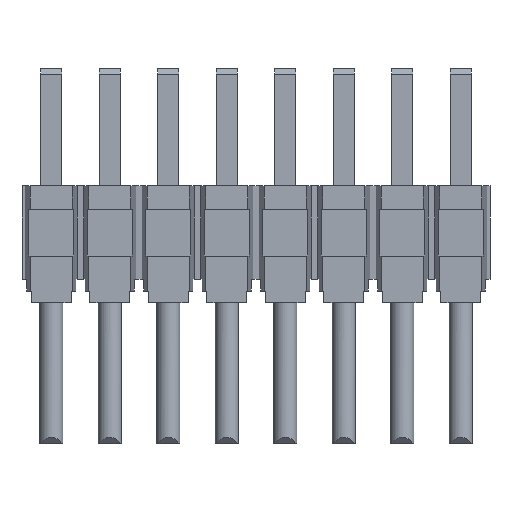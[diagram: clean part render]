
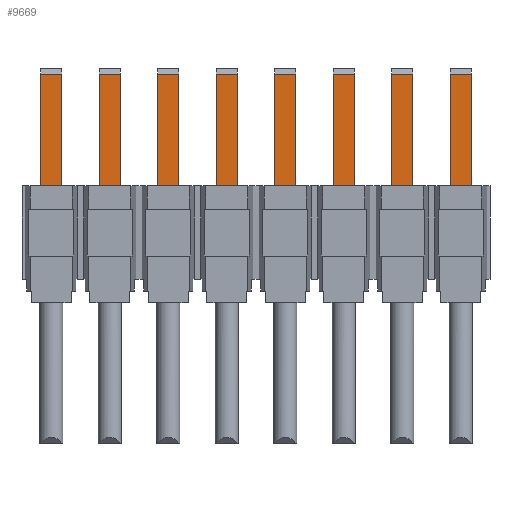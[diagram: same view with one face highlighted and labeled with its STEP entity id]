
A CAD part, front view. The second image highlights one B-rep face of the part: STEP entity #9669.
In plain terms, the highlighted planar face has unit normal (0, -1, 0).
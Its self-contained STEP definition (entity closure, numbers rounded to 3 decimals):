
#9426 = VERTEX_POINT('',#9427);
#9427 = CARTESIAN_POINT('',(-4.216,-0.229,4.966));
#9435 = VERTEX_POINT('',#9436);
#9436 = CARTESIAN_POINT('',(-4.674,-0.229,4.966));
#9442 = EDGE_CURVE('',#9426,#9435,#9443,.T.);
#9443 = LINE('',#9444,#9445);
#9444 = CARTESIAN_POINT('',(4.674,-0.229,4.966));
#9445 = VECTOR('',#9446,1.);
#9446 = DIRECTION('',(-1.,-0.,0.));
#9457 = VERTEX_POINT('',#9458);
#9458 = CARTESIAN_POINT('',(-3.404,-0.229,4.966));
#9464 = EDGE_CURVE('',#9465,#9457,#9467,.T.);
#9465 = VERTEX_POINT('',#9466);
#9466 = CARTESIAN_POINT('',(-2.946,-0.229,4.966));
#9467 = LINE('',#9468,#9469);
#9468 = CARTESIAN_POINT('',(4.674,-0.229,4.966));
#9469 = VECTOR('',#9470,1.);
#9470 = DIRECTION('',(-1.,-0.,0.));
#9488 = VERTEX_POINT('',#9489);
#9489 = CARTESIAN_POINT('',(-2.134,-0.229,4.966));
#9495 = EDGE_CURVE('',#9496,#9488,#9498,.T.);
#9496 = VERTEX_POINT('',#9497);
#9497 = CARTESIAN_POINT('',(-1.676,-0.229,4.966));
#9498 = LINE('',#9499,#9500);
#9499 = CARTESIAN_POINT('',(4.674,-0.229,4.966));
#9500 = VECTOR('',#9501,1.);
#9501 = DIRECTION('',(-1.,-0.,0.));
#9519 = VERTEX_POINT('',#9520);
#9520 = CARTESIAN_POINT('',(-0.864,-0.229,4.966));
#9526 = EDGE_CURVE('',#9527,#9519,#9529,.T.);
#9527 = VERTEX_POINT('',#9528);
#9528 = CARTESIAN_POINT('',(-0.406,-0.229,4.966));
#9529 = LINE('',#9530,#9531);
#9530 = CARTESIAN_POINT('',(4.674,-0.229,4.966));
#9531 = VECTOR('',#9532,1.);
#9532 = DIRECTION('',(-1.,-0.,0.));
#9550 = VERTEX_POINT('',#9551);
#9551 = CARTESIAN_POINT('',(0.406,-0.229,4.966));
#9557 = EDGE_CURVE('',#9558,#9550,#9560,.T.);
#9558 = VERTEX_POINT('',#9559);
#9559 = CARTESIAN_POINT('',(0.864,-0.229,4.966));
#9560 = LINE('',#9561,#9562);
#9561 = CARTESIAN_POINT('',(4.674,-0.229,4.966));
#9562 = VECTOR('',#9563,1.);
#9563 = DIRECTION('',(-1.,-0.,0.));
#9581 = VERTEX_POINT('',#9582);
#9582 = CARTESIAN_POINT('',(1.676,-0.229,4.966));
#9588 = EDGE_CURVE('',#9589,#9581,#9591,.T.);
#9589 = VERTEX_POINT('',#9590);
#9590 = CARTESIAN_POINT('',(2.134,-0.229,4.966));
#9591 = LINE('',#9592,#9593);
#9592 = CARTESIAN_POINT('',(4.674,-0.229,4.966));
#9593 = VECTOR('',#9594,1.);
#9594 = DIRECTION('',(-1.,-0.,0.));
#9612 = VERTEX_POINT('',#9613);
#9613 = CARTESIAN_POINT('',(2.946,-0.229,4.966));
#9619 = EDGE_CURVE('',#9620,#9612,#9622,.T.);
#9620 = VERTEX_POINT('',#9621);
#9621 = CARTESIAN_POINT('',(3.404,-0.229,4.966));
#9622 = LINE('',#9623,#9624);
#9623 = CARTESIAN_POINT('',(4.674,-0.229,4.966));
#9624 = VECTOR('',#9625,1.);
#9625 = DIRECTION('',(-1.,-0.,0.));
#9643 = VERTEX_POINT('',#9644);
#9644 = CARTESIAN_POINT('',(4.216,-0.229,4.966));
#9650 = EDGE_CURVE('',#9651,#9643,#9653,.T.);
#9651 = VERTEX_POINT('',#9652);
#9652 = CARTESIAN_POINT('',(4.674,-0.229,4.966));
#9653 = LINE('',#9654,#9655);
#9654 = CARTESIAN_POINT('',(4.674,-0.229,4.966));
#9655 = VECTOR('',#9656,1.);
#9656 = DIRECTION('',(-1.,-0.,0.));
#9669 = ADVANCED_FACE('',(#9670),#9856,.F.);
#9670 = FACE_BOUND('',#9671,.T.);
#9671 = EDGE_LOOP('',(#9672,#9680,#9681,#9689,#9697,#9703,#9704,#9712,
    #9720,#9726,#9727,#9735,#9743,#9749,#9750,#9758,#9766,#9772,#9773,
    #9781,#9789,#9795,#9796,#9804,#9812,#9818,#9819,#9827,#9835,#9841,
    #9842,#9850));
#9672 = ORIENTED_EDGE('',*,*,#9673,.F.);
#9673 = EDGE_CURVE('',#9426,#9674,#9676,.T.);
#9674 = VERTEX_POINT('',#9675);
#9675 = CARTESIAN_POINT('',(-4.216,-0.229,1.905));
#9676 = LINE('',#9677,#9678);
#9677 = CARTESIAN_POINT('',(-4.216,-0.229,4.966));
#9678 = VECTOR('',#9679,1.);
#9679 = DIRECTION('',(0.,0.,-1.));
#9680 = ORIENTED_EDGE('',*,*,#9442,.T.);
#9681 = ORIENTED_EDGE('',*,*,#9682,.T.);
#9682 = EDGE_CURVE('',#9435,#9683,#9685,.T.);
#9683 = VERTEX_POINT('',#9684);
#9684 = CARTESIAN_POINT('',(-4.674,-0.229,1.778));
#9685 = LINE('',#9686,#9687);
#9686 = CARTESIAN_POINT('',(-4.674,-0.229,4.966));
#9687 = VECTOR('',#9688,1.);
#9688 = DIRECTION('',(0.,0.,-1.));
#9689 = ORIENTED_EDGE('',*,*,#9690,.F.);
#9690 = EDGE_CURVE('',#9691,#9683,#9693,.T.);
#9691 = VERTEX_POINT('',#9692);
#9692 = CARTESIAN_POINT('',(4.674,-0.229,1.778));
#9693 = LINE('',#9694,#9695);
#9694 = CARTESIAN_POINT('',(4.674,-0.229,1.778));
#9695 = VECTOR('',#9696,1.);
#9696 = DIRECTION('',(-1.,-0.,0.));
#9697 = ORIENTED_EDGE('',*,*,#9698,.F.);
#9698 = EDGE_CURVE('',#9651,#9691,#9699,.T.);
#9699 = LINE('',#9700,#9701);
#9700 = CARTESIAN_POINT('',(4.674,-0.229,4.966));
#9701 = VECTOR('',#9702,1.);
#9702 = DIRECTION('',(0.,0.,-1.));
#9703 = ORIENTED_EDGE('',*,*,#9650,.T.);
#9704 = ORIENTED_EDGE('',*,*,#9705,.F.);
#9705 = EDGE_CURVE('',#9706,#9643,#9708,.T.);
#9706 = VERTEX_POINT('',#9707);
#9707 = CARTESIAN_POINT('',(4.216,-0.229,1.905));
#9708 = LINE('',#9709,#9710);
#9709 = CARTESIAN_POINT('',(4.216,-0.229,4.966));
#9710 = VECTOR('',#9711,1.);
#9711 = DIRECTION('',(0.,0.,1.));
#9712 = ORIENTED_EDGE('',*,*,#9713,.F.);
#9713 = EDGE_CURVE('',#9714,#9706,#9716,.T.);
#9714 = VERTEX_POINT('',#9715);
#9715 = CARTESIAN_POINT('',(3.404,-0.229,1.905));
#9716 = LINE('',#9717,#9718);
#9717 = CARTESIAN_POINT('',(4.674,-0.229,1.905));
#9718 = VECTOR('',#9719,1.);
#9719 = DIRECTION('',(1.,0.,0.));
#9720 = ORIENTED_EDGE('',*,*,#9721,.F.);
#9721 = EDGE_CURVE('',#9620,#9714,#9722,.T.);
#9722 = LINE('',#9723,#9724);
#9723 = CARTESIAN_POINT('',(3.404,-0.229,4.966));
#9724 = VECTOR('',#9725,1.);
#9725 = DIRECTION('',(0.,0.,-1.));
#9726 = ORIENTED_EDGE('',*,*,#9619,.T.);
#9727 = ORIENTED_EDGE('',*,*,#9728,.F.);
#9728 = EDGE_CURVE('',#9729,#9612,#9731,.T.);
#9729 = VERTEX_POINT('',#9730);
#9730 = CARTESIAN_POINT('',(2.946,-0.229,1.905));
#9731 = LINE('',#9732,#9733);
#9732 = CARTESIAN_POINT('',(2.946,-0.229,4.966));
#9733 = VECTOR('',#9734,1.);
#9734 = DIRECTION('',(0.,0.,1.));
#9735 = ORIENTED_EDGE('',*,*,#9736,.F.);
#9736 = EDGE_CURVE('',#9737,#9729,#9739,.T.);
#9737 = VERTEX_POINT('',#9738);
#9738 = CARTESIAN_POINT('',(2.134,-0.229,1.905));
#9739 = LINE('',#9740,#9741);
#9740 = CARTESIAN_POINT('',(4.674,-0.229,1.905));
#9741 = VECTOR('',#9742,1.);
#9742 = DIRECTION('',(1.,0.,0.));
#9743 = ORIENTED_EDGE('',*,*,#9744,.F.);
#9744 = EDGE_CURVE('',#9589,#9737,#9745,.T.);
#9745 = LINE('',#9746,#9747);
#9746 = CARTESIAN_POINT('',(2.134,-0.229,4.966));
#9747 = VECTOR('',#9748,1.);
#9748 = DIRECTION('',(0.,0.,-1.));
#9749 = ORIENTED_EDGE('',*,*,#9588,.T.);
#9750 = ORIENTED_EDGE('',*,*,#9751,.F.);
#9751 = EDGE_CURVE('',#9752,#9581,#9754,.T.);
#9752 = VERTEX_POINT('',#9753);
#9753 = CARTESIAN_POINT('',(1.676,-0.229,1.905));
#9754 = LINE('',#9755,#9756);
#9755 = CARTESIAN_POINT('',(1.676,-0.229,4.966));
#9756 = VECTOR('',#9757,1.);
#9757 = DIRECTION('',(0.,0.,1.));
#9758 = ORIENTED_EDGE('',*,*,#9759,.F.);
#9759 = EDGE_CURVE('',#9760,#9752,#9762,.T.);
#9760 = VERTEX_POINT('',#9761);
#9761 = CARTESIAN_POINT('',(0.864,-0.229,1.905));
#9762 = LINE('',#9763,#9764);
#9763 = CARTESIAN_POINT('',(4.674,-0.229,1.905));
#9764 = VECTOR('',#9765,1.);
#9765 = DIRECTION('',(1.,0.,0.));
#9766 = ORIENTED_EDGE('',*,*,#9767,.F.);
#9767 = EDGE_CURVE('',#9558,#9760,#9768,.T.);
#9768 = LINE('',#9769,#9770);
#9769 = CARTESIAN_POINT('',(0.864,-0.229,4.966));
#9770 = VECTOR('',#9771,1.);
#9771 = DIRECTION('',(0.,0.,-1.));
#9772 = ORIENTED_EDGE('',*,*,#9557,.T.);
#9773 = ORIENTED_EDGE('',*,*,#9774,.F.);
#9774 = EDGE_CURVE('',#9775,#9550,#9777,.T.);
#9775 = VERTEX_POINT('',#9776);
#9776 = CARTESIAN_POINT('',(0.406,-0.229,1.905));
#9777 = LINE('',#9778,#9779);
#9778 = CARTESIAN_POINT('',(0.406,-0.229,4.966));
#9779 = VECTOR('',#9780,1.);
#9780 = DIRECTION('',(0.,0.,1.));
#9781 = ORIENTED_EDGE('',*,*,#9782,.F.);
#9782 = EDGE_CURVE('',#9783,#9775,#9785,.T.);
#9783 = VERTEX_POINT('',#9784);
#9784 = CARTESIAN_POINT('',(-0.406,-0.229,1.905));
#9785 = LINE('',#9786,#9787);
#9786 = CARTESIAN_POINT('',(4.674,-0.229,1.905));
#9787 = VECTOR('',#9788,1.);
#9788 = DIRECTION('',(1.,0.,0.));
#9789 = ORIENTED_EDGE('',*,*,#9790,.F.);
#9790 = EDGE_CURVE('',#9527,#9783,#9791,.T.);
#9791 = LINE('',#9792,#9793);
#9792 = CARTESIAN_POINT('',(-0.406,-0.229,4.966));
#9793 = VECTOR('',#9794,1.);
#9794 = DIRECTION('',(0.,0.,-1.));
#9795 = ORIENTED_EDGE('',*,*,#9526,.T.);
#9796 = ORIENTED_EDGE('',*,*,#9797,.F.);
#9797 = EDGE_CURVE('',#9798,#9519,#9800,.T.);
#9798 = VERTEX_POINT('',#9799);
#9799 = CARTESIAN_POINT('',(-0.864,-0.229,1.905));
#9800 = LINE('',#9801,#9802);
#9801 = CARTESIAN_POINT('',(-0.864,-0.229,4.966));
#9802 = VECTOR('',#9803,1.);
#9803 = DIRECTION('',(0.,0.,1.));
#9804 = ORIENTED_EDGE('',*,*,#9805,.F.);
#9805 = EDGE_CURVE('',#9806,#9798,#9808,.T.);
#9806 = VERTEX_POINT('',#9807);
#9807 = CARTESIAN_POINT('',(-1.676,-0.229,1.905));
#9808 = LINE('',#9809,#9810);
#9809 = CARTESIAN_POINT('',(4.674,-0.229,1.905));
#9810 = VECTOR('',#9811,1.);
#9811 = DIRECTION('',(1.,0.,0.));
#9812 = ORIENTED_EDGE('',*,*,#9813,.F.);
#9813 = EDGE_CURVE('',#9496,#9806,#9814,.T.);
#9814 = LINE('',#9815,#9816);
#9815 = CARTESIAN_POINT('',(-1.676,-0.229,4.966));
#9816 = VECTOR('',#9817,1.);
#9817 = DIRECTION('',(0.,0.,-1.));
#9818 = ORIENTED_EDGE('',*,*,#9495,.T.);
#9819 = ORIENTED_EDGE('',*,*,#9820,.F.);
#9820 = EDGE_CURVE('',#9821,#9488,#9823,.T.);
#9821 = VERTEX_POINT('',#9822);
#9822 = CARTESIAN_POINT('',(-2.134,-0.229,1.905));
#9823 = LINE('',#9824,#9825);
#9824 = CARTESIAN_POINT('',(-2.134,-0.229,4.966));
#9825 = VECTOR('',#9826,1.);
#9826 = DIRECTION('',(0.,0.,1.));
#9827 = ORIENTED_EDGE('',*,*,#9828,.F.);
#9828 = EDGE_CURVE('',#9829,#9821,#9831,.T.);
#9829 = VERTEX_POINT('',#9830);
#9830 = CARTESIAN_POINT('',(-2.946,-0.229,1.905));
#9831 = LINE('',#9832,#9833);
#9832 = CARTESIAN_POINT('',(4.674,-0.229,1.905));
#9833 = VECTOR('',#9834,1.);
#9834 = DIRECTION('',(1.,0.,0.));
#9835 = ORIENTED_EDGE('',*,*,#9836,.F.);
#9836 = EDGE_CURVE('',#9465,#9829,#9837,.T.);
#9837 = LINE('',#9838,#9839);
#9838 = CARTESIAN_POINT('',(-2.946,-0.229,4.966));
#9839 = VECTOR('',#9840,1.);
#9840 = DIRECTION('',(0.,0.,-1.));
#9841 = ORIENTED_EDGE('',*,*,#9464,.T.);
#9842 = ORIENTED_EDGE('',*,*,#9843,.F.);
#9843 = EDGE_CURVE('',#9844,#9457,#9846,.T.);
#9844 = VERTEX_POINT('',#9845);
#9845 = CARTESIAN_POINT('',(-3.404,-0.229,1.905));
#9846 = LINE('',#9847,#9848);
#9847 = CARTESIAN_POINT('',(-3.404,-0.229,4.966));
#9848 = VECTOR('',#9849,1.);
#9849 = DIRECTION('',(0.,0.,1.));
#9850 = ORIENTED_EDGE('',*,*,#9851,.F.);
#9851 = EDGE_CURVE('',#9674,#9844,#9852,.T.);
#9852 = LINE('',#9853,#9854);
#9853 = CARTESIAN_POINT('',(4.674,-0.229,1.905));
#9854 = VECTOR('',#9855,1.);
#9855 = DIRECTION('',(1.,0.,0.));
#9856 = PLANE('',#9857);
#9857 = AXIS2_PLACEMENT_3D('',#9858,#9859,#9860);
#9858 = CARTESIAN_POINT('',(4.674,-0.229,4.966));
#9859 = DIRECTION('',(0.,1.,0.));
#9860 = DIRECTION('',(-1.,-0.,0.));
